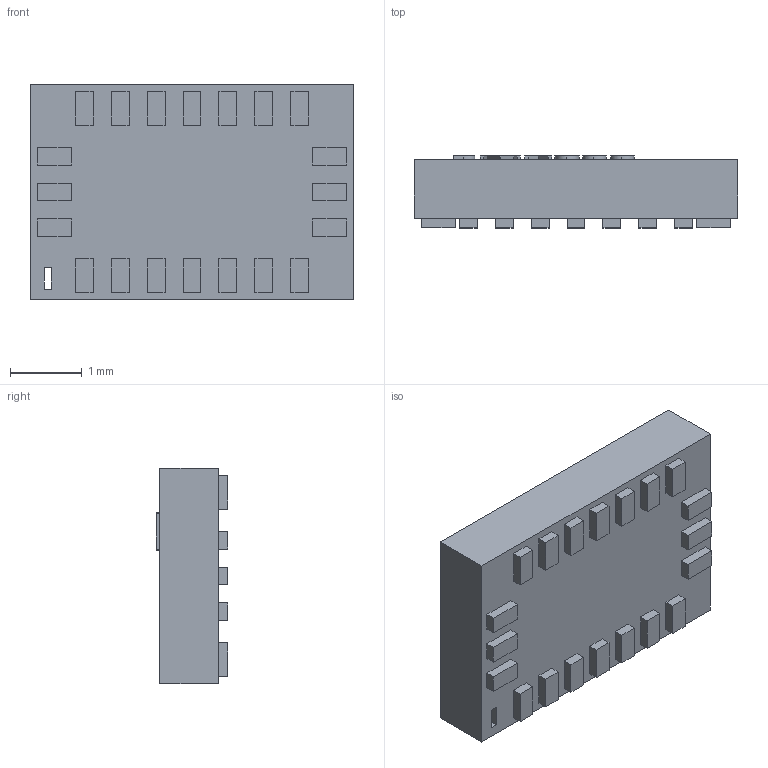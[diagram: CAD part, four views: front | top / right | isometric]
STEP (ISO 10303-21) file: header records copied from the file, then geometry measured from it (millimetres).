
FILE_DESCRIPTION (( 'STEP AP214' ), '1' );
FILE_NAME ('5FC62517-306C-4B50-A013-8793AFD94B07.STEP', '2023-06-30T15:26:05', ( '' ), ( '' ), 'SwSTEP 2.0', 'SolidWorks 2022', '' );
FILE_SCHEMA (( 'AUTOMOTIVE_DESIGN' ));
Length unit declared in the file: millimetre
Products named in the file (1): 5FC62517-306C-4B50-A013-8793AFD94B07
Bounding box: 4.5 x 1 x 3 mm (x, y, z)
Volume: 11.4 mm3; surface area: 49.1 mm2
Topology: 21 solids, 21 shells, 219 faces, 504 edges, 336 vertices
Faces by surface type: plane 185, bspline 34
Entity records: 9339 total; most frequent: CARTESIAN_POINT 3415, ORIENTED_EDGE 1008, DIRECTION 808, EDGE_CURVE 504, VECTOR 436, LINE 436, VERTEX_POINT 336, EDGE_LOOP 230
